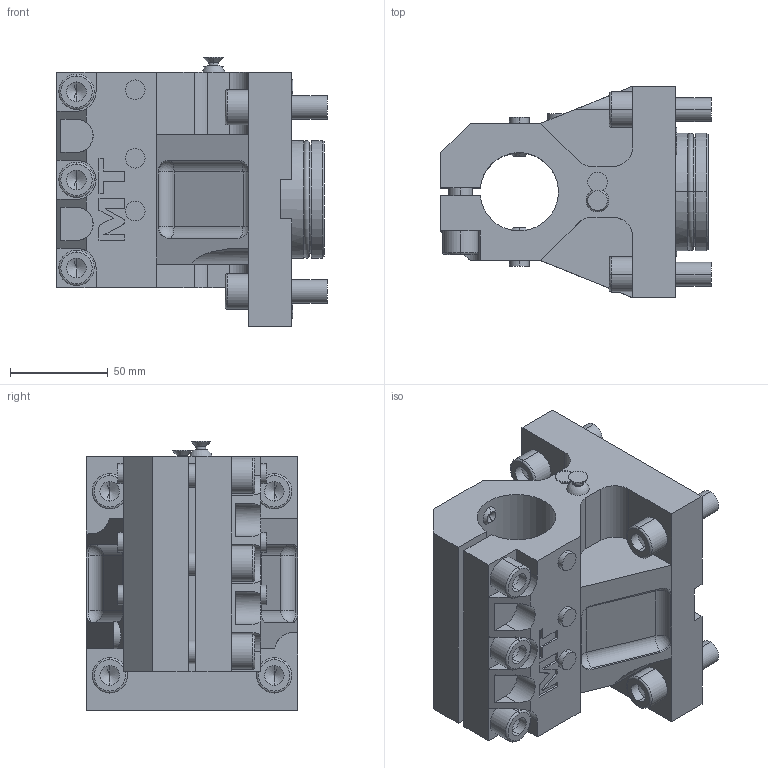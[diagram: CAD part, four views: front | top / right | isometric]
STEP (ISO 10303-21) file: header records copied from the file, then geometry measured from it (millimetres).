
FILE_DESCRIPTION((''),'2;1');
FILE_NAME('MNL0114000_CONF','2023-02-20T12:05:47',('sterribile'),('M.T. srl'),'CREO PARAMETRIC BY PTC INC, 2021072','CREO PARAMETRIC BY PTC INC, 2021072','');
FILE_SCHEMA(('CONFIG_CONTROL_DESIGN'));
Length unit declared in the file: millimetre
Products named in the file (1): MNL0114000_CONF
Bounding box: 138 x 108 x 137.55 mm (x, y, z)
Volume: 905229.7 mm3; surface area: 106967.2 mm2
Topology: 1 solids, 1 shells, 334 faces, 819 edges, 503 vertices
Faces by surface type: plane 152, cylinder 105, cone 44, torus 20, sphere 9, extrusion 4
Entity records: 10209 total; most frequent: CARTESIAN_POINT 2259, DIRECTION 1700, ORIENTED_EDGE 1586, EDGE_CURVE 793, AXIS2_PLACEMENT_3D 607, VERTEX_POINT 503, VECTOR 486, LINE 482
